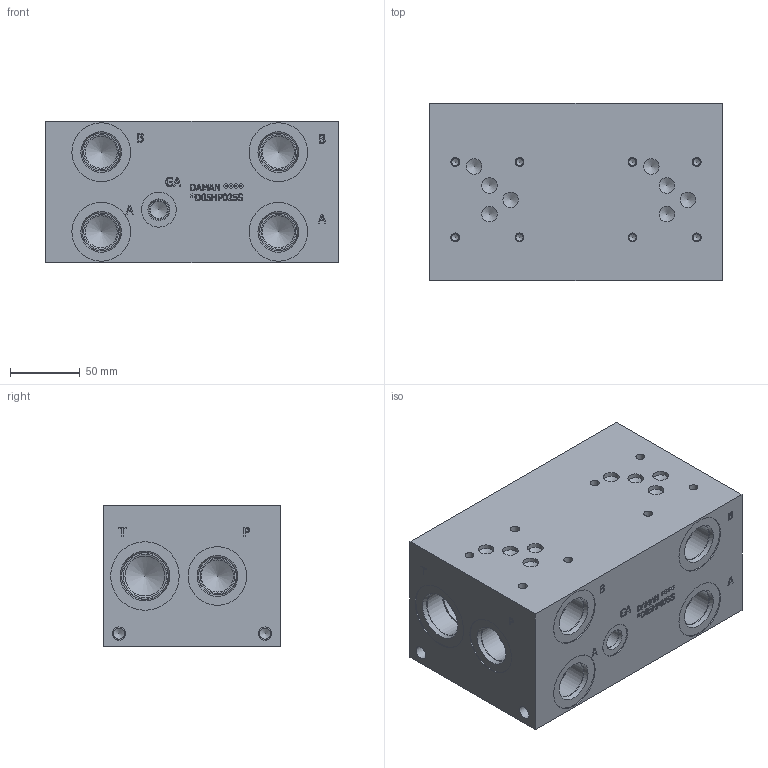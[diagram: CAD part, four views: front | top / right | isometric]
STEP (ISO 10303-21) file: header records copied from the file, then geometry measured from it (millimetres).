
FILE_DESCRIPTION(/* description */ (''),/* implementation_level */ '2;1');
FILE_NAME(/* name */ '_D05HP025S.stp',/* time_stamp */ '2022-10-13T16:25:37-04:00',/* author */ ('bobbyh'),/* organization */ (''),/* preprocessor_version */ 'ST-DEVELOPER v18',/* originating_system */ 'Autodesk Inventor 2020',/* authorisation */ '');
FILE_SCHEMA (('AUTOMOTIVE_DESIGN { 1 0 10303 214 3 1 1 }'));
Length unit declared in the file: millimetre
Products named in the file (1): Part_AD05HP025S_3D
Bounding box: 209.55 x 127 x 101.6 mm (x, y, z)
Volume: 2517454.4 mm3; surface area: 152174.8 mm2
Topology: 1 solids, 1 shells, 659 faces, 1795 edges, 1213 vertices
Faces by surface type: plane 364, bspline 159, cylinder 78, cone 58
Full cylindrical faces by diameter (mm): 5.105 x8, 6.35 x8, 7.925 x4, 9.525 x4, 11.113 x2, 11.125 x6, 12.294 x1, 12.9 x1, 14.275 x1, 14.529 x1, 23.012 x6, 24.917 x6, 25.019 x1, 26.99 x2, 27 x4, 27.432 x6, 28.575 x2, 31.267 x2, 33.34 x1, 33.35 x1, 33.757 x2, 35.509 x1, 42.037 x6, 49.124 x2
Entity records: 22037 total; most frequent: CARTESIAN_POINT 5706, ORIENTED_EDGE 3532, DIRECTION 2742, EDGE_CURVE 1766, VERTEX_POINT 1213, LINE 1156, VECTOR 1156, AXIS2_PLACEMENT_3D 793
